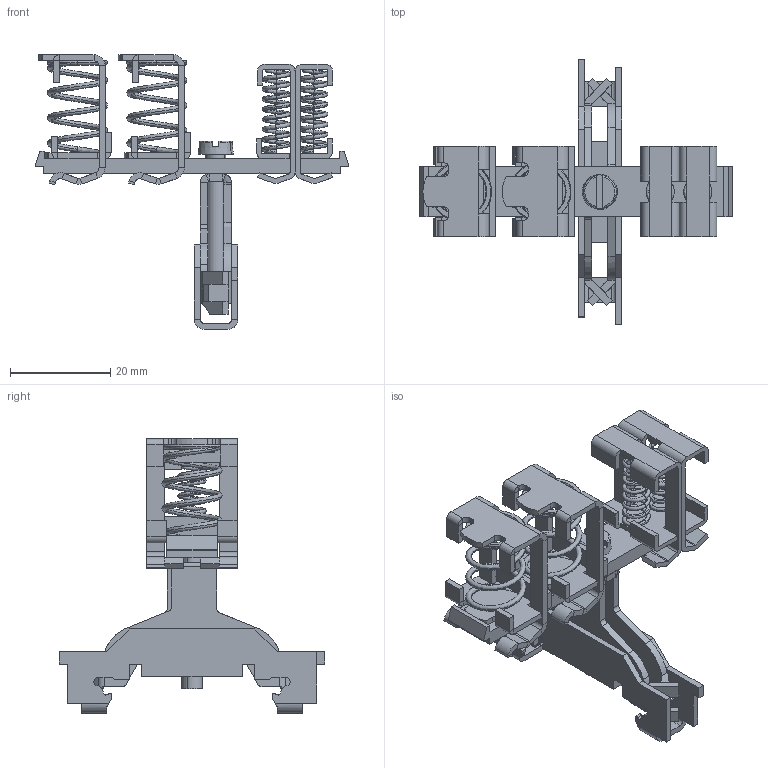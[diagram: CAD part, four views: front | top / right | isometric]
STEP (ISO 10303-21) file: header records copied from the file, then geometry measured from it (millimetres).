
FILE_DESCRIPTION(('CATIA V5 STEP Exchange','CAx-IF Rec.Pracs.--- Model Styling and Organization---1.4--- 2014-01-23'),'2;1');
FILE_NAME ('D1455689_2_1768020000_1768020000.stp','2022-09-23T05:06:31+00:00',('none'),('Weidmueller'),'CATIA Version 5-6 Release 2016 SP3 HF44','CATIA V5 STEP AP214','none');
FILE_SCHEMA(('AUTOMOTIVE_DESIGN { 1 0 10303 214 1 1 1 1 }'));
Length unit declared in the file: millimetre
Products named in the file (1): 1768020000
Bounding box: 62.5 x 53 x 54.72 mm (x, y, z)
Volume: 8726.8 mm3; surface area: 15767 mm2
Topology: 15 solids, 15 shells, 803 faces, 2060 edges, 1278 vertices
Faces by surface type: plane 529, cylinder 168, bspline 86, torus 18, cone 2
Entity records: 29893 total; most frequent: CARTESIAN_POINT 12380, ORIENTED_EDGE 4120, DIRECTION 2826, EDGE_CURVE 2060, VECTOR 1416, LINE 1416, VERTEX_POINT 1278, AXIS2_PLACEMENT_3D 881
